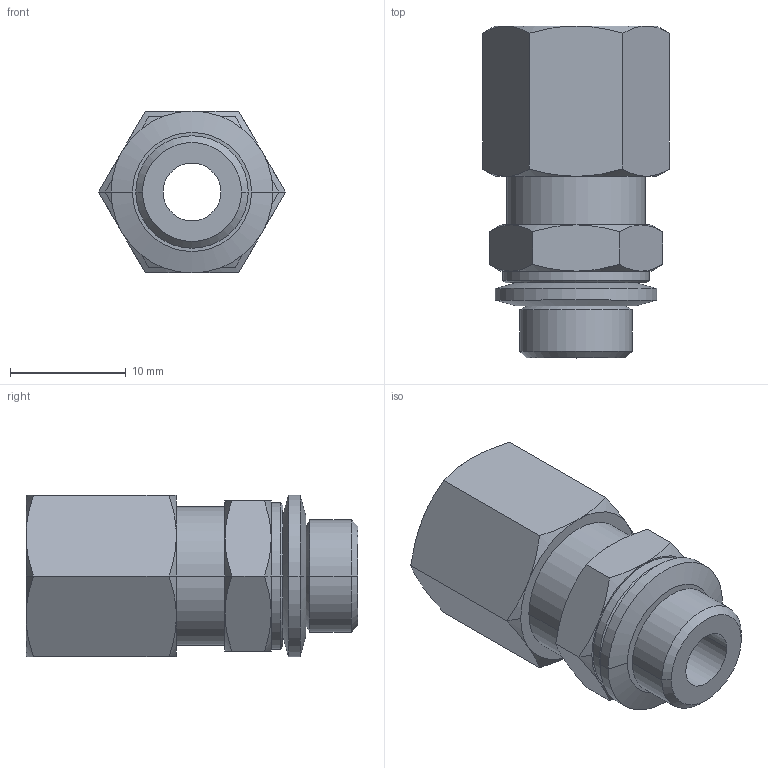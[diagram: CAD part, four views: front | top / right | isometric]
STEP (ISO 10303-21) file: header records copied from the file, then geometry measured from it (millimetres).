
FILE_DESCRIPTION(('STEP AP214'),'1');
FILE_NAME('0101_08_10_39.stp','2016-07-07T14:58:24',('TraceParts'),('TraceParts S.A.'),'Spatial InterOp 3D',' ',' ');
FILE_SCHEMA(('automotive_design'));
Length unit declared in the file: millimetre
Products named in the file (1): 1
Bounding box: 16.17 x 28.71 x 14 mm (x, y, z)
Volume: 2981.6 mm3; surface area: 2268.5 mm2
Topology: 1 solids, 1 shells, 74 faces, 156 edges, 90 vertices
Faces by surface type: cone 42, plane 20, cylinder 12
Entity records: 2017 total; most frequent: CARTESIAN_POINT 513, DIRECTION 324, ORIENTED_EDGE 312, EDGE_CURVE 156, AXIS2_PLACEMENT_3D 141, VERTEX_POINT 90, EDGE_LOOP 82, ADVANCED_FACE 74
